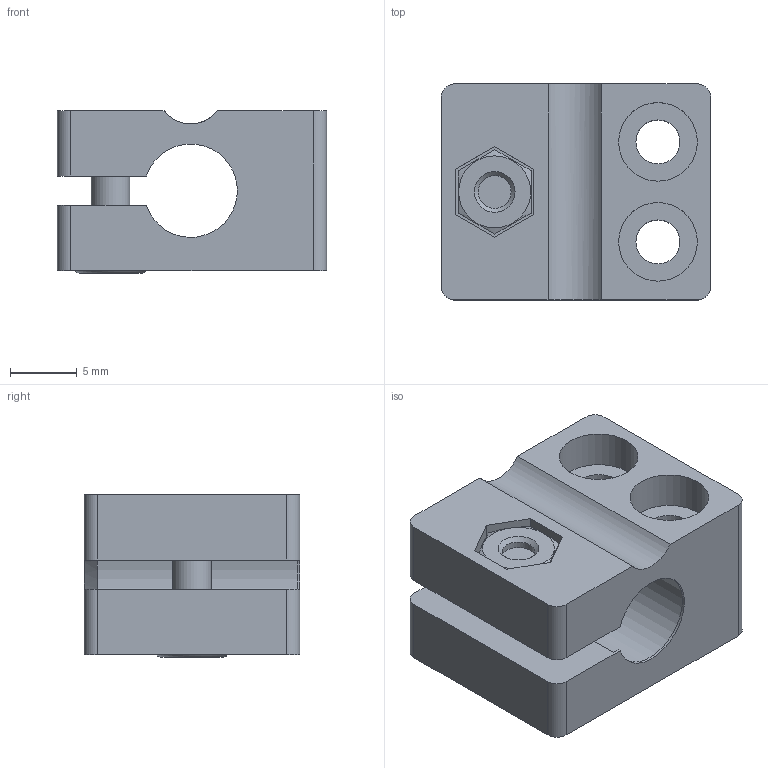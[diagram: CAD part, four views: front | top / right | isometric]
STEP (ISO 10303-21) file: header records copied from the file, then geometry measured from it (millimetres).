
FILE_DESCRIPTION(/* description */ (''),/* implementation_level */ '2;1');
FILE_NAME(/* name */ 'ipf_z3d_AY000048.stp',/* time_stamp */ '2018-10-18T15:17:53+02:00',/* author */ ('g.aydin'),/* organization */ (''),/* preprocessor_version */ 'ST-DEVELOPER v15.2',/* originating_system */ 'Autodesk Inventor 2014',/* authorisation */ '');
FILE_SCHEMA (('AUTOMOTIVE_DESIGN { 1 0 10303 214 3 1 1 }'));
Length unit declared in the file: millimetre
Products named in the file (1): ipf_z3d_AY000048
Bounding box: 20.2 x 16.2 x 12.2 mm (x, y, z)
Volume: 2366.8 mm3; surface area: 2560.2 mm2
Topology: 1 solids, 1 shells, 80 faces, 187 edges, 121 vertices
Faces by surface type: plane 48, cylinder 26, cone 5, torus 1
Full cylindrical faces by diameter (mm): 2.459 x1, 2.9 x1, 3.3 x4, 5.4 x1, 5.9 x4
Entity records: 2299 total; most frequent: CARTESIAN_POINT 399, DIRECTION 372, ORIENTED_EDGE 340, EDGE_CURVE 170, AXIS2_PLACEMENT_3D 135, VERTEX_POINT 120, EDGE_LOOP 114, LINE 102
